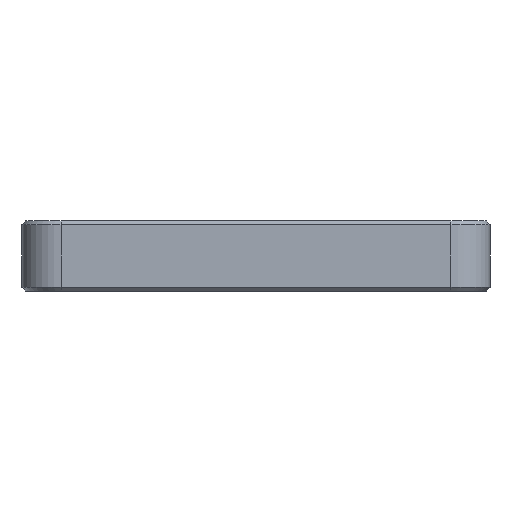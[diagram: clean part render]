
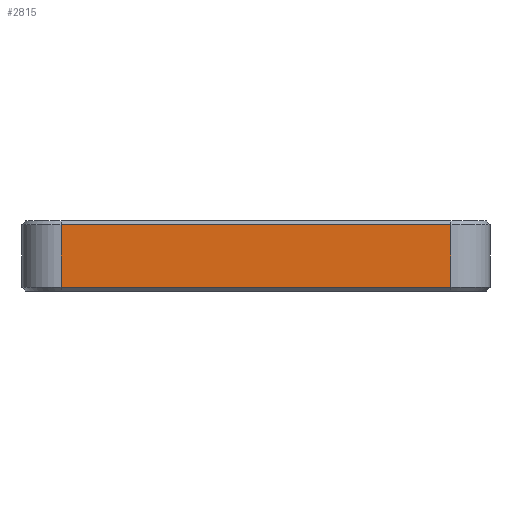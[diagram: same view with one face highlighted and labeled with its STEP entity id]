
A CAD part, front view. The second image highlights one B-rep face of the part: STEP entity #2815.
In plain terms, the highlighted planar face has unit normal (0, -1, 0).
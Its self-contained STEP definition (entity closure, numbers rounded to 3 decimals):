
#640 = PLANE('',#641);
#641 = AXIS2_PLACEMENT_3D('',#642,#643,#644);
#642 = CARTESIAN_POINT('',(25.,-164.75,0.25));
#643 = DIRECTION('',(0.,-0.707,-0.707));
#644 = DIRECTION('',(-1.,0.,0.));
#1659 = VERTEX_POINT('',#1660);
#1660 = CARTESIAN_POINT('',(-25.,-165.,0.5));
#1696 = CYLINDRICAL_SURFACE('',#1697,5.);
#1697 = AXIS2_PLACEMENT_3D('',#1698,#1699,#1700);
#1698 = CARTESIAN_POINT('',(-25.,-160.,0.));
#1699 = DIRECTION('',(-0.,-0.,-1.));
#1700 = DIRECTION('',(1.,0.,0.));
#1715 = VERTEX_POINT('',#1716);
#1716 = CARTESIAN_POINT('',(25.,-165.,0.5));
#1731 = CYLINDRICAL_SURFACE('',#1732,5.);
#1732 = AXIS2_PLACEMENT_3D('',#1733,#1734,#1735);
#1733 = CARTESIAN_POINT('',(25.,-160.,0.));
#1734 = DIRECTION('',(-0.,-0.,-1.));
#1735 = DIRECTION('',(1.,0.,0.));
#1769 = EDGE_CURVE('',#1715,#1659,#1770,.T.);
#1770 = SURFACE_CURVE('',#1771,(#1775,#1782),.PCURVE_S1.);
#1771 = LINE('',#1772,#1773);
#1772 = CARTESIAN_POINT('',(25.,-165.,0.5));
#1773 = VECTOR('',#1774,1.);
#1774 = DIRECTION('',(-1.,0.,0.));
#1775 = PCURVE('',#640,#1776);
#1776 = DEFINITIONAL_REPRESENTATION('',(#1777),#1781);
#1777 = LINE('',#1778,#1779);
#1778 = CARTESIAN_POINT('',(0.,-0.354));
#1779 = VECTOR('',#1780,1.);
#1780 = DIRECTION('',(1.,0.));
#1781 = ( GEOMETRIC_REPRESENTATION_CONTEXT(2) 
PARAMETRIC_REPRESENTATION_CONTEXT() REPRESENTATION_CONTEXT('2D SPACE',''
  ) );
#1782 = PCURVE('',#1783,#1788);
#1783 = PLANE('',#1784);
#1784 = AXIS2_PLACEMENT_3D('',#1785,#1786,#1787);
#1785 = CARTESIAN_POINT('',(25.,-165.,0.));
#1786 = DIRECTION('',(0.,-1.,0.));
#1787 = DIRECTION('',(-1.,0.,0.));
#1788 = DEFINITIONAL_REPRESENTATION('',(#1789),#1793);
#1789 = LINE('',#1790,#1791);
#1790 = CARTESIAN_POINT('',(0.,-0.5));
#1791 = VECTOR('',#1792,1.);
#1792 = DIRECTION('',(1.,0.));
#1793 = ( GEOMETRIC_REPRESENTATION_CONTEXT(2) 
PARAMETRIC_REPRESENTATION_CONTEXT() REPRESENTATION_CONTEXT('2D SPACE',''
  ) );
#2711 = VERTEX_POINT('',#2712);
#2712 = CARTESIAN_POINT('',(-25.,-165.,8.5));
#2739 = EDGE_CURVE('',#1659,#2711,#2740,.T.);
#2740 = SURFACE_CURVE('',#2741,(#2745,#2752),.PCURVE_S1.);
#2741 = LINE('',#2742,#2743);
#2742 = CARTESIAN_POINT('',(-25.,-165.,0.));
#2743 = VECTOR('',#2744,1.);
#2744 = DIRECTION('',(0.,0.,1.));
#2745 = PCURVE('',#1696,#2746);
#2746 = DEFINITIONAL_REPRESENTATION('',(#2747),#2751);
#2747 = LINE('',#2748,#2749);
#2748 = CARTESIAN_POINT('',(-4.712,0.));
#2749 = VECTOR('',#2750,1.);
#2750 = DIRECTION('',(-0.,-1.));
#2751 = ( GEOMETRIC_REPRESENTATION_CONTEXT(2) 
PARAMETRIC_REPRESENTATION_CONTEXT() REPRESENTATION_CONTEXT('2D SPACE',''
  ) );
#2752 = PCURVE('',#1783,#2753);
#2753 = DEFINITIONAL_REPRESENTATION('',(#2754),#2758);
#2754 = LINE('',#2755,#2756);
#2755 = CARTESIAN_POINT('',(50.,0.));
#2756 = VECTOR('',#2757,1.);
#2757 = DIRECTION('',(0.,-1.));
#2758 = ( GEOMETRIC_REPRESENTATION_CONTEXT(2) 
PARAMETRIC_REPRESENTATION_CONTEXT() REPRESENTATION_CONTEXT('2D SPACE',''
  ) );
#2764 = EDGE_CURVE('',#1715,#2765,#2767,.T.);
#2765 = VERTEX_POINT('',#2766);
#2766 = CARTESIAN_POINT('',(25.,-165.,8.5));
#2767 = SURFACE_CURVE('',#2768,(#2772,#2779),.PCURVE_S1.);
#2768 = LINE('',#2769,#2770);
#2769 = CARTESIAN_POINT('',(25.,-165.,0.));
#2770 = VECTOR('',#2771,1.);
#2771 = DIRECTION('',(0.,0.,1.));
#2772 = PCURVE('',#1731,#2773);
#2773 = DEFINITIONAL_REPRESENTATION('',(#2774),#2778);
#2774 = LINE('',#2775,#2776);
#2775 = CARTESIAN_POINT('',(-4.712,0.));
#2776 = VECTOR('',#2777,1.);
#2777 = DIRECTION('',(-0.,-1.));
#2778 = ( GEOMETRIC_REPRESENTATION_CONTEXT(2) 
PARAMETRIC_REPRESENTATION_CONTEXT() REPRESENTATION_CONTEXT('2D SPACE',''
  ) );
#2779 = PCURVE('',#1783,#2780);
#2780 = DEFINITIONAL_REPRESENTATION('',(#2781),#2785);
#2781 = LINE('',#2782,#2783);
#2782 = CARTESIAN_POINT('',(0.,-0.));
#2783 = VECTOR('',#2784,1.);
#2784 = DIRECTION('',(0.,-1.));
#2785 = ( GEOMETRIC_REPRESENTATION_CONTEXT(2) 
PARAMETRIC_REPRESENTATION_CONTEXT() REPRESENTATION_CONTEXT('2D SPACE',''
  ) );
#2815 = ADVANCED_FACE('',(#2816),#1783,.T.);
#2816 = FACE_BOUND('',#2817,.T.);
#2817 = EDGE_LOOP('',(#2818,#2819,#2845,#2846));
#2818 = ORIENTED_EDGE('',*,*,#2764,.T.);
#2819 = ORIENTED_EDGE('',*,*,#2820,.T.);
#2820 = EDGE_CURVE('',#2765,#2711,#2821,.T.);
#2821 = SURFACE_CURVE('',#2822,(#2826,#2833),.PCURVE_S1.);
#2822 = LINE('',#2823,#2824);
#2823 = CARTESIAN_POINT('',(25.,-165.,8.5));
#2824 = VECTOR('',#2825,1.);
#2825 = DIRECTION('',(-1.,0.,0.));
#2826 = PCURVE('',#1783,#2827);
#2827 = DEFINITIONAL_REPRESENTATION('',(#2828),#2832);
#2828 = LINE('',#2829,#2830);
#2829 = CARTESIAN_POINT('',(0.,-8.5));
#2830 = VECTOR('',#2831,1.);
#2831 = DIRECTION('',(1.,0.));
#2832 = ( GEOMETRIC_REPRESENTATION_CONTEXT(2) 
PARAMETRIC_REPRESENTATION_CONTEXT() REPRESENTATION_CONTEXT('2D SPACE',''
  ) );
#2833 = PCURVE('',#2834,#2839);
#2834 = PLANE('',#2835);
#2835 = AXIS2_PLACEMENT_3D('',#2836,#2837,#2838);
#2836 = CARTESIAN_POINT('',(25.,-164.75,8.75));
#2837 = DIRECTION('',(0.,0.707,-0.707));
#2838 = DIRECTION('',(-1.,0.,0.));
#2839 = DEFINITIONAL_REPRESENTATION('',(#2840),#2844);
#2840 = LINE('',#2841,#2842);
#2841 = CARTESIAN_POINT('',(-0.,-0.354));
#2842 = VECTOR('',#2843,1.);
#2843 = DIRECTION('',(1.,0.));
#2844 = ( GEOMETRIC_REPRESENTATION_CONTEXT(2) 
PARAMETRIC_REPRESENTATION_CONTEXT() REPRESENTATION_CONTEXT('2D SPACE',''
  ) );
#2845 = ORIENTED_EDGE('',*,*,#2739,.F.);
#2846 = ORIENTED_EDGE('',*,*,#1769,.F.);
